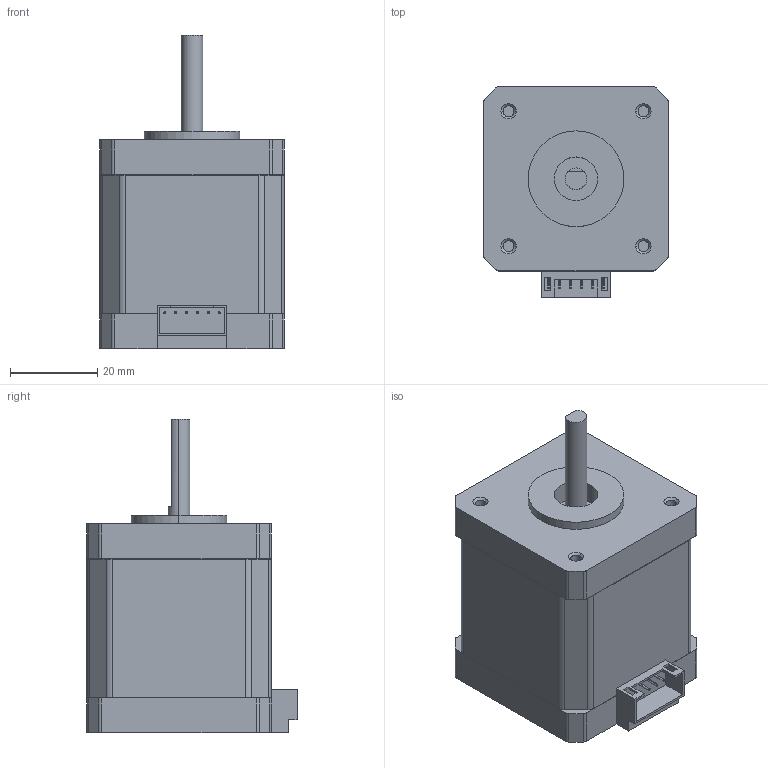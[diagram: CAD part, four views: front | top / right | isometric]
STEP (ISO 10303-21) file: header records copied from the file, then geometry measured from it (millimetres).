
FILE_DESCRIPTION (( 'STEP AP214' ), '1' );
FILE_NAME ('B515 Øàãîâûé äâèãàòåëü Nema 17.STEP', '2026-01-28T09:49:40', ( '' ), ( '' ), 'SwSTEP 2.0', 'SolidWorks 2026', '' );
FILE_SCHEMA (( 'AUTOMOTIVE_DESIGN' ));
Length unit declared in the file: millimetre
Products named in the file (1): B515 Шаговый двигатель Nema 17
Bounding box: 42.3 x 48.3 x 72 mm (x, y, z)
Volume: 84740.7 mm3; surface area: 15705.4 mm2
Topology: 1 solids, 1 shells, 150 faces, 376 edges, 244 vertices
Faces by surface type: plane 78, cylinder 52, torus 12, cone 8
Entity records: 4529 total; most frequent: DIRECTION 816, CARTESIAN_POINT 771, ORIENTED_EDGE 752, EDGE_CURVE 376, AXIS2_PLACEMENT_3D 289, VERTEX_POINT 244, VECTOR 238, LINE 238
